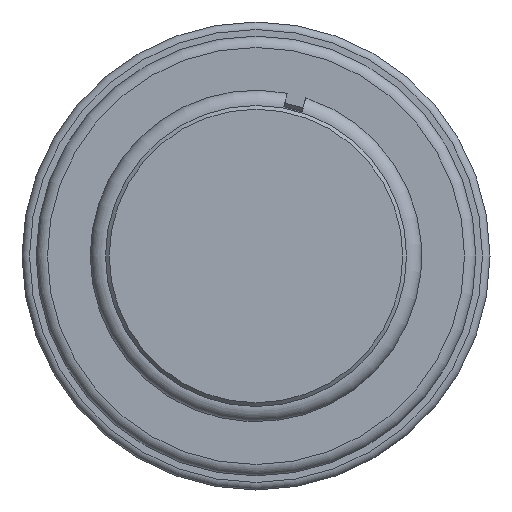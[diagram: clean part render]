
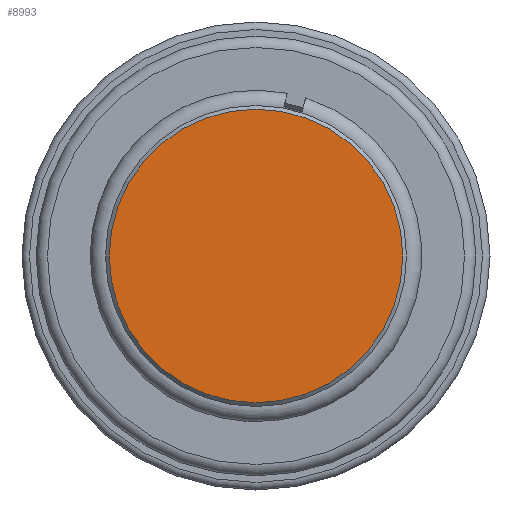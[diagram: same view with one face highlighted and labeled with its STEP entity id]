
A CAD part, left-side view. The second image highlights one B-rep face of the part: STEP entity #8993.
In plain terms, the highlighted planar face has unit normal (-1, 0, 0).
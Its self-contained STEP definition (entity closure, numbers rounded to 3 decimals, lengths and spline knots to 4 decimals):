
#2441=CIRCLE('',#9550,7.775);
#2659=PLANE('',#9549);
#2874=FACE_OUTER_BOUND('',#3373,.T.);
#3373=EDGE_LOOP('',(#6268));
#3967=VERTEX_POINT('',#11787);
#4890=EDGE_CURVE('',#3967,#3967,#2441,.T.);
#6268=ORIENTED_EDGE('',*,*,#4890,.F.);
#8993=ADVANCED_FACE('',(#2874),#2659,.T.);
#9549=AXIS2_PLACEMENT_3D('',#11786,#10164,#10165);
#9550=AXIS2_PLACEMENT_3D('',#11788,#10166,#10167);
#10164=DIRECTION('center_axis',(-1.,0.,0.));
#10165=DIRECTION('ref_axis',(0.,0.,1.));
#10166=DIRECTION('center_axis',(1.,0.,0.));
#10167=DIRECTION('ref_axis',(0.,1.,0.));
#11786=CARTESIAN_POINT('Origin',(0.,-6.7875,0.));
#11787=CARTESIAN_POINT('',(0.,-7.775,0.));
#11788=CARTESIAN_POINT('Origin',(0.,0.,0.));
